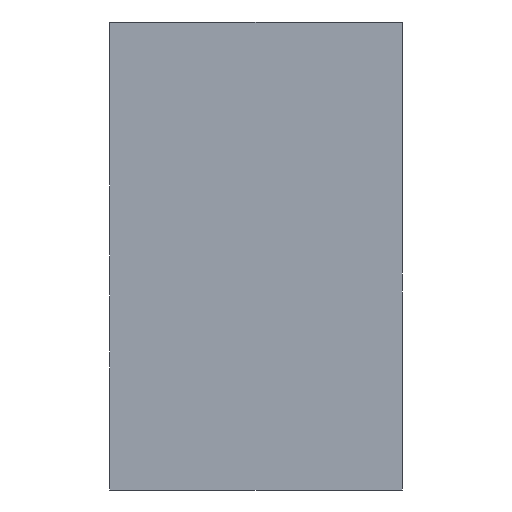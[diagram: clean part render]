
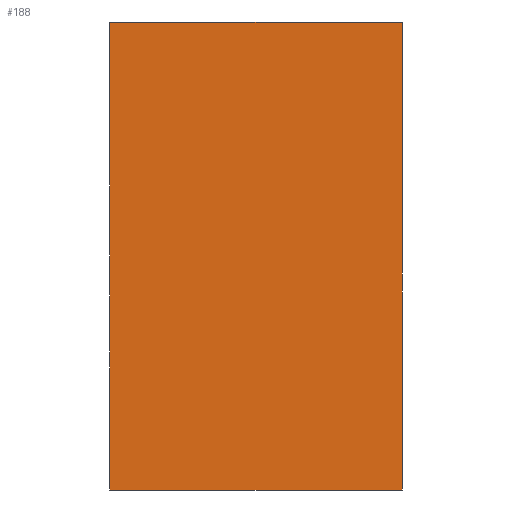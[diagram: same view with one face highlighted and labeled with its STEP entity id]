
A CAD part, front view. The second image highlights one B-rep face of the part: STEP entity #188.
In plain terms, the highlighted planar face has unit normal (0, -1, 0).
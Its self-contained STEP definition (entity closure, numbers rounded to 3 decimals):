
#11 = DIRECTION ( 'NONE',  ( 0., 0., 1. ) ) ;
#13 = FACE_OUTER_BOUND ( 'NONE', #402, .T. ) ;
#14 = VERTEX_POINT ( 'NONE', #575 ) ;
#22 = DIRECTION ( 'NONE',  ( 0., 0., -1. ) ) ;
#55 = ORIENTED_EDGE ( 'NONE', *, *, #132, .T. ) ;
#65 = EDGE_CURVE ( 'NONE', #77, #212, #485, .T. ) ;
#77 = VERTEX_POINT ( 'NONE', #334 ) ;
#98 = LINE ( 'NONE', #286, #517 ) ;
#108 = DIRECTION ( 'NONE',  ( 1., 0., 0. ) ) ;
#118 = CARTESIAN_POINT ( 'NONE',  ( -1.5, -24.5, 10. ) ) ;
#129 = ORIENTED_EDGE ( 'NONE', *, *, #311, .F. ) ;
#132 = EDGE_CURVE ( 'NONE', #14, #584, #98, .T. ) ;
#177 = VECTOR ( 'NONE', #22, 1000. ) ;
#188 = ADVANCED_FACE ( 'NONE', ( #13 ), #292, .F. ) ;
#212 = VERTEX_POINT ( 'NONE', #439 ) ;
#235 = DIRECTION ( 'NONE',  ( 1., 0., 0. ) ) ;
#238 = LINE ( 'NONE', #405, #604 ) ;
#275 = DIRECTION ( 'NONE',  ( 0., 0., -1. ) ) ;
#286 = CARTESIAN_POINT ( 'NONE',  ( -14., -24.5, -10. ) ) ;
#292 = PLANE ( 'NONE',  #368 ) ;
#301 = ORIENTED_EDGE ( 'NONE', *, *, #65, .F. ) ;
#311 = EDGE_CURVE ( 'NONE', #212, #584, #539, .T. ) ;
#334 = CARTESIAN_POINT ( 'NONE',  ( -14., -24.5, 10. ) ) ;
#337 = ORIENTED_EDGE ( 'NONE', *, *, #479, .T. ) ;
#368 = AXIS2_PLACEMENT_3D ( 'NONE', #376, #581, #11 ) ;
#376 = CARTESIAN_POINT ( 'NONE',  ( -14., -24.5, 10. ) ) ;
#385 = CARTESIAN_POINT ( 'NONE',  ( -14., -24.5, 10. ) ) ;
#402 = EDGE_LOOP ( 'NONE', ( #55, #129, #301, #337 ) ) ;
#405 = CARTESIAN_POINT ( 'NONE',  ( -14., -24.5, 10. ) ) ;
#413 = CARTESIAN_POINT ( 'NONE',  ( -1.5, -24.5, -10. ) ) ;
#415 = VECTOR ( 'NONE', #235, 1000. ) ;
#439 = CARTESIAN_POINT ( 'NONE',  ( -1.5, -24.5, 10. ) ) ;
#479 = EDGE_CURVE ( 'NONE', #77, #14, #238, .T. ) ;
#485 = LINE ( 'NONE', #385, #415 ) ;
#517 = VECTOR ( 'NONE', #108, 1000. ) ;
#539 = LINE ( 'NONE', #118, #177 ) ;
#575 = CARTESIAN_POINT ( 'NONE',  ( -14., -24.5, -10. ) ) ;
#581 = DIRECTION ( 'NONE',  ( 0., 1., 0. ) ) ;
#584 = VERTEX_POINT ( 'NONE', #413 ) ;
#604 = VECTOR ( 'NONE', #275, 1000. ) ;
